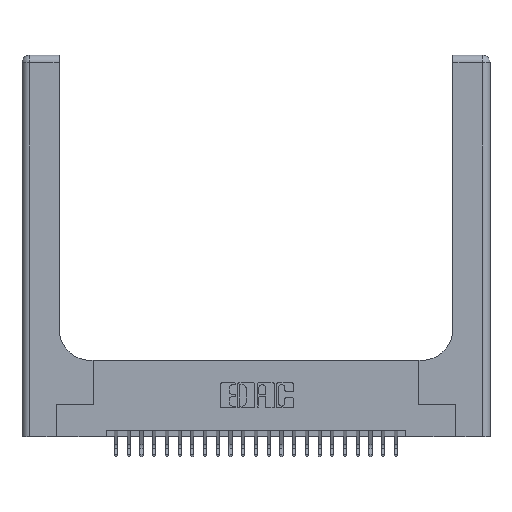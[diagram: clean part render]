
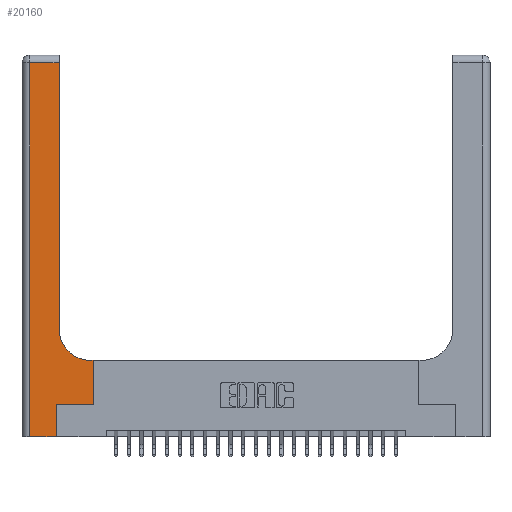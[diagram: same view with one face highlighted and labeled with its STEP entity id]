
A CAD part, top view. The second image highlights one B-rep face of the part: STEP entity #20160.
In plain terms, the highlighted planar face has unit normal (0, 0, 1).
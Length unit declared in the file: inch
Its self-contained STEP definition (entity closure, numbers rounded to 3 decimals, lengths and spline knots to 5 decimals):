
#9 = EDGE_LOOP ( 'NONE', ( #1012, #5236, #24708, #6980, #18686, #9737, #14206, #6905, #12752 ) ) ;
#417 = CARTESIAN_POINT ( 'NONE',  ( 0.2915, 3., 0.37 ) ) ;
#811 = VERTEX_POINT ( 'NONE', #15817 ) ;
#1003 = VERTEX_POINT ( 'NONE', #11233 ) ;
#1012 = ORIENTED_EDGE ( 'NONE', *, *, #13873, .T. ) ;
#1599 = LINE ( 'NONE', #20498, #16047 ) ;
#1817 = DIRECTION ( 'NONE',  ( 1., 0., 0. ) ) ;
#3553 = VECTOR ( 'NONE', #6455, 39.37008 ) ;
#4429 = EDGE_CURVE ( 'NONE', #811, #15785, #10603, .T. ) ;
#4464 = EDGE_CURVE ( 'NONE', #22042, #1003, #22232, .T. ) ;
#4634 = VECTOR ( 'NONE', #25093, 39.37008 ) ;
#5069 = PLANE ( 'NONE',  #7216 ) ;
#5236 = ORIENTED_EDGE ( 'NONE', *, *, #20656, .T. ) ;
#5261 = LINE ( 'NONE', #16613, #26018 ) ;
#5551 = CARTESIAN_POINT ( 'NONE',  ( 0.5585, 0.25, 0.37 ) ) ;
#6029 = VECTOR ( 'NONE', #23995, 39.37008 ) ;
#6051 = VERTEX_POINT ( 'NONE', #25627 ) ;
#6085 = EDGE_CURVE ( 'NONE', #20856, #20459, #14090, .T. ) ;
#6359 = LINE ( 'NONE', #417, #3553 ) ;
#6455 = DIRECTION ( 'NONE',  ( 0., 1., 0. ) ) ;
#6792 = VERTEX_POINT ( 'NONE', #16980 ) ;
#6864 = CARTESIAN_POINT ( 'NONE',  ( 0.06, 0., 0.37 ) ) ;
#6905 = ORIENTED_EDGE ( 'NONE', *, *, #6085, .T. ) ;
#6980 = ORIENTED_EDGE ( 'NONE', *, *, #24605, .T. ) ;
#7005 = VERTEX_POINT ( 'NONE', #13278 ) ;
#7092 = DIRECTION ( 'NONE',  ( 0., 0., -1. ) ) ;
#7216 = AXIS2_PLACEMENT_3D ( 'NONE', #21232, #7092, #23239 ) ;
#7328 = CARTESIAN_POINT ( 'NONE',  ( 0.5585, 0.6, 0.37 ) ) ;
#8116 = VECTOR ( 'NONE', #25006, 39.37008 ) ;
#8587 = CARTESIAN_POINT ( 'NONE',  ( 0.2915, 0.6, 0.37 ) ) ;
#8677 = DIRECTION ( 'NONE',  ( -1., 0., 0. ) ) ;
#8719 = FACE_OUTER_BOUND ( 'NONE', #9, .T. ) ;
#9589 = DIRECTION ( 'NONE',  ( 0., 1., 0. ) ) ;
#9737 = ORIENTED_EDGE ( 'NONE', *, *, #4464, .T. ) ;
#10603 = LINE ( 'NONE', #21221, #8116 ) ;
#11233 = CARTESIAN_POINT ( 'NONE',  ( 0.5585, 0.25, 0.37 ) ) ;
#12082 = VECTOR ( 'NONE', #9589, 39.37008 ) ;
#12457 = DIRECTION ( 'NONE',  ( 1., 0., 0. ) ) ;
#12752 = ORIENTED_EDGE ( 'NONE', *, *, #21657, .T. ) ;
#13278 = CARTESIAN_POINT ( 'NONE',  ( 0.2915, 2.94, 0.37 ) ) ;
#13568 = CARTESIAN_POINT ( 'NONE',  ( 0.5415, 0.85, 0.37 ) ) ;
#13873 = EDGE_CURVE ( 'NONE', #6051, #7005, #6359, .T. ) ;
#14090 = LINE ( 'NONE', #8587, #19221 ) ;
#14206 = ORIENTED_EDGE ( 'NONE', *, *, #19267, .T. ) ;
#15710 = CARTESIAN_POINT ( 'NONE',  ( 0.269, 0.25, 0.37 ) ) ;
#15785 = VERTEX_POINT ( 'NONE', #6864 ) ;
#15809 = AXIS2_PLACEMENT_3D ( 'NONE', #13568, #25750, #1817 ) ;
#15817 = CARTESIAN_POINT ( 'NONE',  ( 0.06, 2.94, 0.37 ) ) ;
#16047 = VECTOR ( 'NONE', #12457, 39.37008 ) ;
#16059 = CARTESIAN_POINT ( 'NONE',  ( 0.269, 0., 0.37 ) ) ;
#16613 = CARTESIAN_POINT ( 'NONE',  ( 0., 2.94, 0.37 ) ) ;
#16980 = CARTESIAN_POINT ( 'NONE',  ( 0.269, 0., 0.37 ) ) ;
#18686 = ORIENTED_EDGE ( 'NONE', *, *, #24005, .T. ) ;
#19221 = VECTOR ( 'NONE', #8677, 39.37008 ) ;
#19267 = EDGE_CURVE ( 'NONE', #1003, #20856, #20934, .T. ) ;
#19986 = CIRCLE ( 'NONE', #15809, 0.25 ) ;
#20160 = ADVANCED_FACE ( 'NONE', ( #8719 ), #5069, .F. ) ;
#20459 = VERTEX_POINT ( 'NONE', #24363 ) ;
#20498 = CARTESIAN_POINT ( 'NONE',  ( 0., 0., 0.37 ) ) ;
#20514 = LINE ( 'NONE', #16059, #6029 ) ;
#20656 = EDGE_CURVE ( 'NONE', #7005, #811, #5261, .T. ) ;
#20856 = VERTEX_POINT ( 'NONE', #7328 ) ;
#20934 = LINE ( 'NONE', #5551, #12082 ) ;
#21221 = CARTESIAN_POINT ( 'NONE',  ( 0.06, 3., 0.37 ) ) ;
#21232 = CARTESIAN_POINT ( 'NONE',  ( 0., 3., 0.37 ) ) ;
#21657 = EDGE_CURVE ( 'NONE', #20459, #6051, #19986, .T. ) ;
#22042 = VERTEX_POINT ( 'NONE', #15710 ) ;
#22232 = LINE ( 'NONE', #23045, #4634 ) ;
#23045 = CARTESIAN_POINT ( 'NONE',  ( 0.269, 0.25, 0.37 ) ) ;
#23239 = DIRECTION ( 'NONE',  ( -1., 0., 0. ) ) ;
#23995 = DIRECTION ( 'NONE',  ( 0., 1., 0. ) ) ;
#24005 = EDGE_CURVE ( 'NONE', #6792, #22042, #20514, .T. ) ;
#24363 = CARTESIAN_POINT ( 'NONE',  ( 0.5415, 0.6, 0.37 ) ) ;
#24605 = EDGE_CURVE ( 'NONE', #15785, #6792, #1599, .T. ) ;
#24708 = ORIENTED_EDGE ( 'NONE', *, *, #4429, .T. ) ;
#24801 = DIRECTION ( 'NONE',  ( -1., 0., 0. ) ) ;
#25006 = DIRECTION ( 'NONE',  ( 0., -1., 0. ) ) ;
#25093 = DIRECTION ( 'NONE',  ( 1., 0., 0. ) ) ;
#25627 = CARTESIAN_POINT ( 'NONE',  ( 0.2915, 0.85, 0.37 ) ) ;
#25750 = DIRECTION ( 'NONE',  ( 0., 0., -1. ) ) ;
#26018 = VECTOR ( 'NONE', #24801, 39.37008 ) ;
